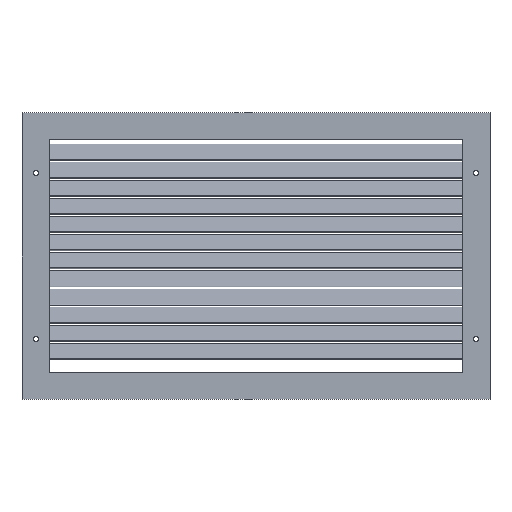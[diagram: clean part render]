
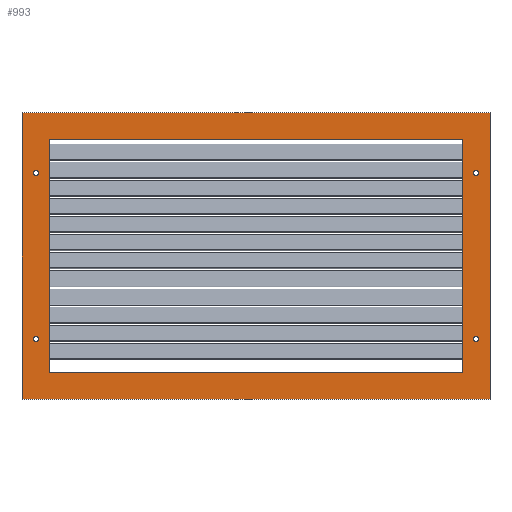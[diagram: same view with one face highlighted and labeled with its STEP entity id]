
A CAD part, top view. The second image highlights one B-rep face of the part: STEP entity #993.
In plain terms, the highlighted planar face has unit normal (0, 0, 1).
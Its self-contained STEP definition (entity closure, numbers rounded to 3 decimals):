
#2 = CARTESIAN_POINT ( 'NONE',  ( 360.3, -137.5, 2. ) ) ;
#8 = PLANE ( 'NONE',  #2669 ) ;
#14 = DIRECTION ( 'NONE',  ( 0., 1., 0. ) ) ;
#29 = CARTESIAN_POINT ( 'NONE',  ( 364.5, 137.5, 2. ) ) ;
#62 = LINE ( 'NONE', #1067, #271 ) ;
#79 = DIRECTION ( 'NONE',  ( 1., 0., 0. ) ) ;
#147 = CARTESIAN_POINT ( 'NONE',  ( -387.5, -237.5, 2. ) ) ;
#155 = CARTESIAN_POINT ( 'NONE',  ( -364.5, 137.5, 2. ) ) ;
#158 = CARTESIAN_POINT ( 'NONE',  ( -364.5, -137.5, 2. ) ) ;
#179 = EDGE_LOOP ( 'NONE', ( #208, #1160 ) ) ;
#194 = LINE ( 'NONE', #2439, #1942 ) ;
#205 = VECTOR ( 'NONE', #804, 1000. ) ;
#208 = ORIENTED_EDGE ( 'NONE', *, *, #1816, .F. ) ;
#221 = CARTESIAN_POINT ( 'NONE',  ( 387.5, 237.5, 2. ) ) ;
#241 = VERTEX_POINT ( 'NONE', #592 ) ;
#271 = VECTOR ( 'NONE', #2834, 1000. ) ;
#276 = ORIENTED_EDGE ( 'NONE', *, *, #404, .F. ) ;
#320 = CARTESIAN_POINT ( 'NONE',  ( 342.5, 192.5, 2. ) ) ;
#325 = ORIENTED_EDGE ( 'NONE', *, *, #1846, .T. ) ;
#334 = LINE ( 'NONE', #2275, #408 ) ;
#341 = AXIS2_PLACEMENT_3D ( 'NONE', #2433, #686, #918 ) ;
#361 = AXIS2_PLACEMENT_3D ( 'NONE', #1426, #997, #983 ) ;
#404 = EDGE_CURVE ( 'NONE', #517, #1101, #1165, .T. ) ;
#408 = VECTOR ( 'NONE', #1379, 1000. ) ;
#416 = AXIS2_PLACEMENT_3D ( 'NONE', #1736, #615, #1955 ) ;
#437 = VERTEX_POINT ( 'NONE', #1485 ) ;
#442 = DIRECTION ( 'NONE',  ( 0., -1., 0. ) ) ;
#444 = EDGE_CURVE ( 'NONE', #1263, #2621, #616, .T. ) ;
#474 = DIRECTION ( 'NONE',  ( -1., 0., 0. ) ) ;
#492 = AXIS2_PLACEMENT_3D ( 'NONE', #2283, #2051, #2469 ) ;
#517 = VERTEX_POINT ( 'NONE', #2 ) ;
#521 = CIRCLE ( 'NONE', #1562, 4.2 ) ;
#536 = FACE_BOUND ( 'NONE', #2134, .T. ) ;
#562 = VERTEX_POINT ( 'NONE', #2418 ) ;
#563 = VECTOR ( 'NONE', #2526, 1000. ) ;
#567 = CIRCLE ( 'NONE', #341, 4.2 ) ;
#592 = CARTESIAN_POINT ( 'NONE',  ( 342.5, -192.5, 2. ) ) ;
#598 = EDGE_CURVE ( 'NONE', #2544, #1024, #194, .T. ) ;
#605 = EDGE_CURVE ( 'NONE', #1101, #517, #1411, .T. ) ;
#615 = DIRECTION ( 'NONE',  ( 0., 0., 1. ) ) ;
#616 = CIRCLE ( 'NONE', #1017, 4.2 ) ;
#671 = FACE_BOUND ( 'NONE', #179, .T. ) ;
#686 = DIRECTION ( 'NONE',  ( 0., 0., 1. ) ) ;
#705 = CIRCLE ( 'NONE', #361, 4.2 ) ;
#723 = EDGE_CURVE ( 'NONE', #2623, #859, #334, .T. ) ;
#801 = LINE ( 'NONE', #221, #2471 ) ;
#804 = DIRECTION ( 'NONE',  ( 1., 0., 0. ) ) ;
#859 = VERTEX_POINT ( 'NONE', #1402 ) ;
#885 = CIRCLE ( 'NONE', #1970, 4.2 ) ;
#910 = VECTOR ( 'NONE', #474, 1000. ) ;
#918 = DIRECTION ( 'NONE',  ( 1., 0., 0. ) ) ;
#974 = ORIENTED_EDGE ( 'NONE', *, *, #1967, .F. ) ;
#983 = DIRECTION ( 'NONE',  ( 1., 0., 0. ) ) ;
#993 = ADVANCED_FACE ( 'NONE', ( #1894, #2307, #1706, #671, #1863, #536 ), #8, .T. ) ;
#997 = DIRECTION ( 'NONE',  ( 0., 0., 1. ) ) ;
#1017 = AXIS2_PLACEMENT_3D ( 'NONE', #158, #1292, #1061 ) ;
#1024 = VERTEX_POINT ( 'NONE', #147 ) ;
#1048 = CARTESIAN_POINT ( 'NONE',  ( -387.5, 237.5, 2. ) ) ;
#1060 = ORIENTED_EDGE ( 'NONE', *, *, #444, .F. ) ;
#1061 = DIRECTION ( 'NONE',  ( 1., 0., 0. ) ) ;
#1067 = CARTESIAN_POINT ( 'NONE',  ( 342.5, -192.5, 2. ) ) ;
#1074 = LINE ( 'NONE', #1225, #205 ) ;
#1101 = VERTEX_POINT ( 'NONE', #1288 ) ;
#1152 = EDGE_CURVE ( 'NONE', #2621, #1263, #567, .T. ) ;
#1160 = ORIENTED_EDGE ( 'NONE', *, *, #2377, .F. ) ;
#1165 = CIRCLE ( 'NONE', #416, 4.2 ) ;
#1202 = VERTEX_POINT ( 'NONE', #1979 ) ;
#1225 = CARTESIAN_POINT ( 'NONE',  ( -342.5, -192.5, 2. ) ) ;
#1263 = VERTEX_POINT ( 'NONE', #2108 ) ;
#1278 = VERTEX_POINT ( 'NONE', #320 ) ;
#1288 = CARTESIAN_POINT ( 'NONE',  ( 368.7, -137.5, 2. ) ) ;
#1292 = DIRECTION ( 'NONE',  ( 0., 0., 1. ) ) ;
#1302 = ORIENTED_EDGE ( 'NONE', *, *, #723, .F. ) ;
#1379 = DIRECTION ( 'NONE',  ( 0., -1., 0. ) ) ;
#1402 = CARTESIAN_POINT ( 'NONE',  ( -342.5, -192.5, 2. ) ) ;
#1411 = CIRCLE ( 'NONE', #492, 4.2 ) ;
#1426 = CARTESIAN_POINT ( 'NONE',  ( -364.5, 137.5, 2. ) ) ;
#1461 = VERTEX_POINT ( 'NONE', #1785 ) ;
#1485 = CARTESIAN_POINT ( 'NONE',  ( 368.7, 137.5, 2. ) ) ;
#1490 = CARTESIAN_POINT ( 'NONE',  ( -360.3, 137.5, 2. ) ) ;
#1502 = CARTESIAN_POINT ( 'NONE',  ( -342.5, 192.5, 2. ) ) ;
#1562 = AXIS2_PLACEMENT_3D ( 'NONE', #155, #2163, #2593 ) ;
#1613 = EDGE_CURVE ( 'NONE', #1024, #1632, #2126, .T. ) ;
#1632 = VERTEX_POINT ( 'NONE', #2513 ) ;
#1685 = EDGE_CURVE ( 'NONE', #1202, #437, #885, .T. ) ;
#1706 = FACE_BOUND ( 'NONE', #1915, .T. ) ;
#1731 = CARTESIAN_POINT ( 'NONE',  ( -368.7, -137.5, 2. ) ) ;
#1736 = CARTESIAN_POINT ( 'NONE',  ( 364.5, -137.5, 2. ) ) ;
#1747 = ORIENTED_EDGE ( 'NONE', *, *, #1613, .T. ) ;
#1772 = AXIS2_PLACEMENT_3D ( 'NONE', #2037, #2713, #2244 ) ;
#1785 = CARTESIAN_POINT ( 'NONE',  ( 387.5, 237.5, 2. ) ) ;
#1791 = EDGE_LOOP ( 'NONE', ( #2400, #325, #2773, #1747 ) ) ;
#1816 = EDGE_CURVE ( 'NONE', #1953, #562, #705, .T. ) ;
#1846 = EDGE_CURVE ( 'NONE', #1461, #2544, #2405, .T. ) ;
#1863 = FACE_OUTER_BOUND ( 'NONE', #1791, .T. ) ;
#1868 = ORIENTED_EDGE ( 'NONE', *, *, #2872, .F. ) ;
#1894 = FACE_BOUND ( 'NONE', #2013, .T. ) ;
#1915 = EDGE_LOOP ( 'NONE', ( #1060, #2368 ) ) ;
#1942 = VECTOR ( 'NONE', #442, 1000. ) ;
#1953 = VERTEX_POINT ( 'NONE', #1490 ) ;
#1955 = DIRECTION ( 'NONE',  ( 1., 0., 0. ) ) ;
#1967 = EDGE_CURVE ( 'NONE', #859, #241, #1074, .T. ) ;
#1970 = AXIS2_PLACEMENT_3D ( 'NONE', #29, #2006, #2049 ) ;
#1979 = CARTESIAN_POINT ( 'NONE',  ( 360.3, 137.5, 2. ) ) ;
#2006 = DIRECTION ( 'NONE',  ( 0., 0., 1. ) ) ;
#2013 = EDGE_LOOP ( 'NONE', ( #2031, #2801 ) ) ;
#2031 = ORIENTED_EDGE ( 'NONE', *, *, #2342, .F. ) ;
#2037 = CARTESIAN_POINT ( 'NONE',  ( 364.5, 137.5, 2. ) ) ;
#2049 = DIRECTION ( 'NONE',  ( 1., 0., 0. ) ) ;
#2051 = DIRECTION ( 'NONE',  ( 0., 0., 1. ) ) ;
#2053 = CARTESIAN_POINT ( 'NONE',  ( -387.5, -237.5, 2. ) ) ;
#2086 = ORIENTED_EDGE ( 'NONE', *, *, #605, .F. ) ;
#2108 = CARTESIAN_POINT ( 'NONE',  ( -360.3, -137.5, 2. ) ) ;
#2126 = LINE ( 'NONE', #2053, #2575 ) ;
#2134 = EDGE_LOOP ( 'NONE', ( #974, #1302, #1868, #2450 ) ) ;
#2162 = EDGE_LOOP ( 'NONE', ( #2086, #276 ) ) ;
#2163 = DIRECTION ( 'NONE',  ( 0., 0., 1. ) ) ;
#2244 = DIRECTION ( 'NONE',  ( 1., 0., 0. ) ) ;
#2275 = CARTESIAN_POINT ( 'NONE',  ( -342.5, 192.5, 2. ) ) ;
#2283 = CARTESIAN_POINT ( 'NONE',  ( 364.5, -137.5, 2. ) ) ;
#2292 = CARTESIAN_POINT ( 'NONE',  ( 0., 0., 2. ) ) ;
#2307 = FACE_BOUND ( 'NONE', #2162, .T. ) ;
#2323 = LINE ( 'NONE', #2474, #910 ) ;
#2342 = EDGE_CURVE ( 'NONE', #437, #1202, #2770, .T. ) ;
#2368 = ORIENTED_EDGE ( 'NONE', *, *, #1152, .F. ) ;
#2377 = EDGE_CURVE ( 'NONE', #562, #1953, #521, .T. ) ;
#2400 = ORIENTED_EDGE ( 'NONE', *, *, #2641, .T. ) ;
#2405 = LINE ( 'NONE', #2748, #563 ) ;
#2418 = CARTESIAN_POINT ( 'NONE',  ( -368.7, 137.5, 2. ) ) ;
#2433 = CARTESIAN_POINT ( 'NONE',  ( -364.5, -137.5, 2. ) ) ;
#2439 = CARTESIAN_POINT ( 'NONE',  ( -387.5, 237.5, 2. ) ) ;
#2450 = ORIENTED_EDGE ( 'NONE', *, *, #2497, .F. ) ;
#2469 = DIRECTION ( 'NONE',  ( 1., 0., 0. ) ) ;
#2471 = VECTOR ( 'NONE', #14, 1000. ) ;
#2474 = CARTESIAN_POINT ( 'NONE',  ( 342.5, 192.5, 2. ) ) ;
#2497 = EDGE_CURVE ( 'NONE', #241, #1278, #62, .T. ) ;
#2513 = CARTESIAN_POINT ( 'NONE',  ( 387.5, -237.5, 2. ) ) ;
#2526 = DIRECTION ( 'NONE',  ( -1., 0., 0. ) ) ;
#2527 = DIRECTION ( 'NONE',  ( 0., 0., 1. ) ) ;
#2544 = VERTEX_POINT ( 'NONE', #1048 ) ;
#2575 = VECTOR ( 'NONE', #2733, 1000. ) ;
#2593 = DIRECTION ( 'NONE',  ( 1., 0., 0. ) ) ;
#2621 = VERTEX_POINT ( 'NONE', #1731 ) ;
#2623 = VERTEX_POINT ( 'NONE', #1502 ) ;
#2641 = EDGE_CURVE ( 'NONE', #1632, #1461, #801, .T. ) ;
#2669 = AXIS2_PLACEMENT_3D ( 'NONE', #2292, #2527, #79 ) ;
#2713 = DIRECTION ( 'NONE',  ( 0., 0., 1. ) ) ;
#2733 = DIRECTION ( 'NONE',  ( 1., 0., 0. ) ) ;
#2748 = CARTESIAN_POINT ( 'NONE',  ( -387.5, 237.5, 2. ) ) ;
#2770 = CIRCLE ( 'NONE', #1772, 4.2 ) ;
#2773 = ORIENTED_EDGE ( 'NONE', *, *, #598, .T. ) ;
#2801 = ORIENTED_EDGE ( 'NONE', *, *, #1685, .F. ) ;
#2834 = DIRECTION ( 'NONE',  ( 0., 1., 0. ) ) ;
#2872 = EDGE_CURVE ( 'NONE', #1278, #2623, #2323, .T. ) ;
